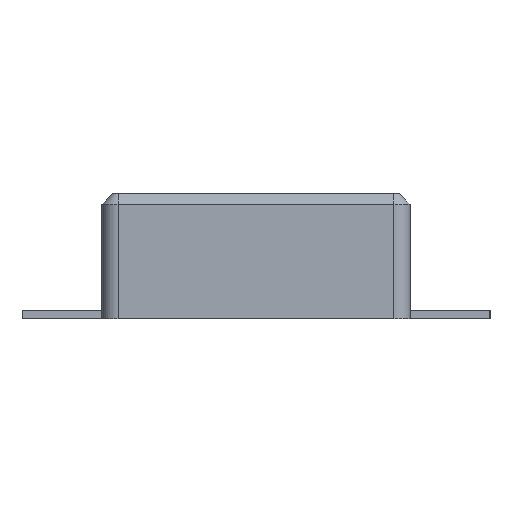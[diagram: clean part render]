
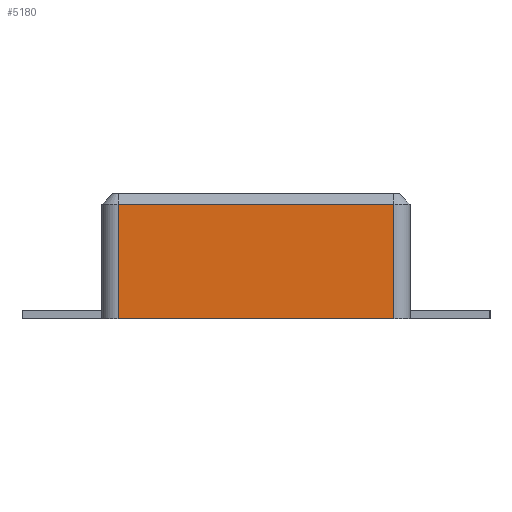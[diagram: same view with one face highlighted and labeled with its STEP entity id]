
A CAD part, left-side view. The second image highlights one B-rep face of the part: STEP entity #5180.
In plain terms, the highlighted planar face has unit normal (-1, 0, 0).
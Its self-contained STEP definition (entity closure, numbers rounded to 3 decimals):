
#12=DIRECTION('',(0.,0.,1.));
#61=VECTOR('',#12,1.);
#79=VECTOR('',#80,1.);
#80=DIRECTION('',(0.,-1.,0.));
#83=DIRECTION('',(1.,0.,0.));
#101=VECTOR('',#102,1.);
#102=DIRECTION('',(0.,1.,0.));
#2362=VERTEX_POINT('',#2363);
#2363=CARTESIAN_POINT('',(-4.975,1.265,0.));
#2368=ORIENTED_EDGE('',*,*,#2369,.T.);
#2369=EDGE_CURVE('',#2362,#2370,#2372,.T.);
#2370=VERTEX_POINT('',#2371);
#2371=CARTESIAN_POINT('',(-4.975,1.265,1.05));
#2372=LINE('',#2363,#61);
#2387=VERTEX_POINT('',#2388);
#2388=CARTESIAN_POINT('',(-4.975,-1.265,0.));
#2392=ORIENTED_EDGE('',*,*,#2393,.F.);
#2393=EDGE_CURVE('',#2362,#2387,#2394,.T.);
#2394=LINE('',#2395,#79);
#2395=CARTESIAN_POINT('',(-4.975,1.415,0.));
#5180=ADVANCED_FACE('',(#5181),#5191,.F.);
#5181=FACE_BOUND('',#5182,.F.);
#5182=EDGE_LOOP('',(#2368,#5183,#5188,#2392));
#5183=ORIENTED_EDGE('',*,*,#5184,.F.);
#5184=EDGE_CURVE('',#5185,#2370,#5187,.T.);
#5185=VERTEX_POINT('',#5186);
#5186=CARTESIAN_POINT('',(-4.975,-1.265,1.05));
#5187=LINE('',#5186,#101);
#5188=ORIENTED_EDGE('',*,*,#5189,.F.);
#5189=EDGE_CURVE('',#2387,#5185,#5190,.T.);
#5190=LINE('',#2388,#61);
#5191=PLANE('',#5192);
#5192=AXIS2_PLACEMENT_3D('',#2395,#83,#80);
